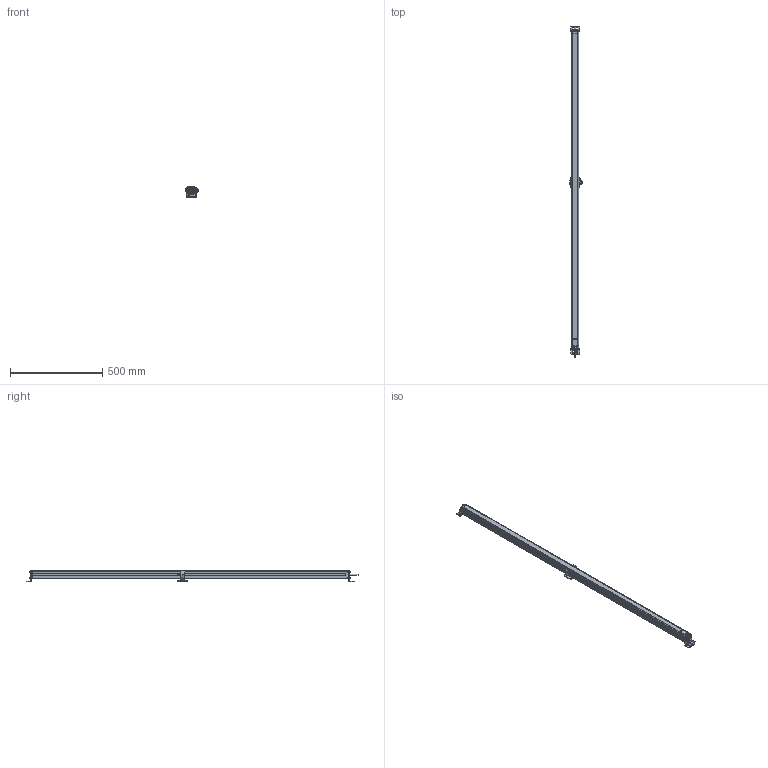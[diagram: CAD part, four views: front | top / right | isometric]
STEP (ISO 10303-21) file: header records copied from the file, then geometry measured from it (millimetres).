
FILE_DESCRIPTION((''),'2;1');
FILE_NAME('139559_SM01_ASM','2024-05-09T13:25:40',('banengservice'),('BANNER ENGINEERING'),'CREO PARAMETRIC BY PTC INC, 2022414','CREO PARAMETRIC BY PTC INC, 2022414','');
FILE_SCHEMA(('CONFIG_CONTROL_DESIGN'));
Length unit declared in the file: millimetre
Products named in the file (8): 139559_EP01; 114483; 114482; 58892; 60139; 71756_ASM; 111087; 139559_SM01_ASM
Assembly tree (15 placements, depth 3):
  139559_SM01_ASM
    139559_EP01
    71756_ASM
      114483
      114482
      58892  x3
      60139  x2
    111087  x2
    58892  x4
Bounding box: 68.64 x 1798 x 63 mm (x, y, z)
Volume: 2604489.7 mm3; surface area: 356895.6 mm2
Topology: 14 solids, 19 shells, 2013 faces, 5490 edges, 3536 vertices
Faces by surface type: plane 1083, cylinder 737, bspline 86, torus 50, cone 25, sphere 24, extrusion 8
Entity records: 48420 total; most frequent: CARTESIAN_POINT 13687, ORIENTED_EDGE 7306, DIRECTION 7246, EDGE_CURVE 3661, AXIS2_PLACEMENT_3D 2523, VERTEX_POINT 2342, VECTOR 2200, LINE 2192
